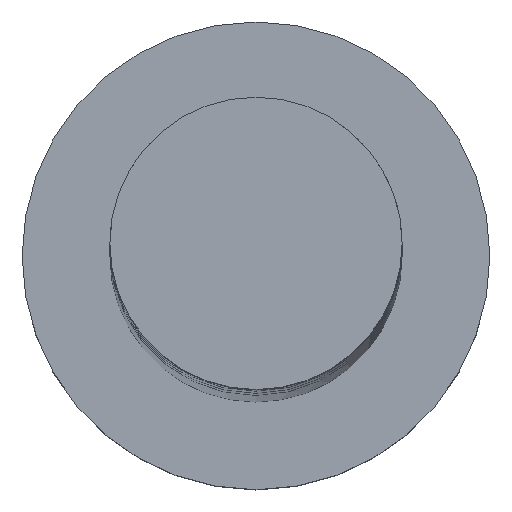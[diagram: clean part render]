
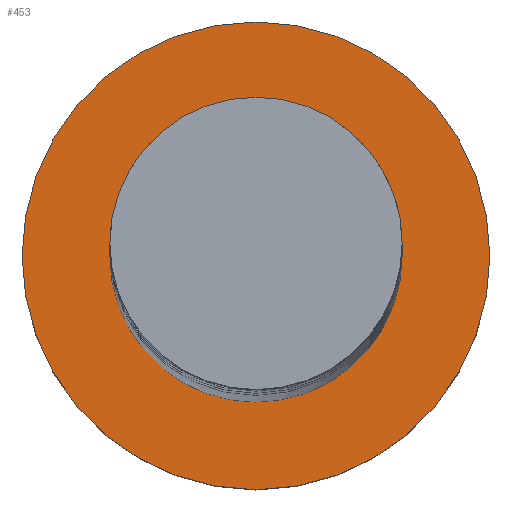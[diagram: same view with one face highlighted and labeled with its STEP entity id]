
A CAD part, top view. The second image highlights one B-rep face of the part: STEP entity #453.
In plain terms, the highlighted planar face has unit normal (0, 0, 1).
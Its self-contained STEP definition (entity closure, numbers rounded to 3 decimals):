
#31 = CIRCLE ( 'NONE', #296, 5. ) ;
#33 = DIRECTION ( 'NONE',  ( 1., 0., 0. ) ) ;
#60 = CARTESIAN_POINT ( 'NONE',  ( 0., 0., 5. ) ) ;
#78 = CARTESIAN_POINT ( 'NONE',  ( 0., 0., 5. ) ) ;
#128 = VERTEX_POINT ( 'NONE', #998 ) ;
#175 = CARTESIAN_POINT ( 'NONE',  ( 8., 0., 5. ) ) ;
#179 = AXIS2_PLACEMENT_3D ( 'NONE', #1222, #1185, #214 ) ;
#214 = DIRECTION ( 'NONE',  ( 1., 0., 0. ) ) ;
#229 = EDGE_LOOP ( 'NONE', ( #1633, #436 ) ) ;
#296 = AXIS2_PLACEMENT_3D ( 'NONE', #1678, #1639, #1668 ) ;
#344 = ORIENTED_EDGE ( 'NONE', *, *, #1484, .F. ) ;
#365 = CARTESIAN_POINT ( 'NONE',  ( 0., 0., 5. ) ) ;
#436 = ORIENTED_EDGE ( 'NONE', *, *, #572, .T. ) ;
#453 = ADVANCED_FACE ( 'NONE', ( #781, #1373 ), #1053, .T. ) ;
#463 = EDGE_CURVE ( 'NONE', #828, #1751, #840, .T. ) ;
#572 = EDGE_CURVE ( 'NONE', #1124, #128, #727, .T. ) ;
#601 = EDGE_LOOP ( 'NONE', ( #344, #1057 ) ) ;
#615 = CARTESIAN_POINT ( 'NONE',  ( -5., 0., 5. ) ) ;
#645 = DIRECTION ( 'NONE',  ( 1., 0., 0. ) ) ;
#727 = CIRCLE ( 'NONE', #1215, 8. ) ;
#781 = FACE_BOUND ( 'NONE', #601, .T. ) ;
#828 = VERTEX_POINT ( 'NONE', #1216 ) ;
#840 = CIRCLE ( 'NONE', #179, 5. ) ;
#926 = DIRECTION ( 'NONE',  ( 0., 0., 1. ) ) ;
#935 = DIRECTION ( 'NONE',  ( 0., 0., 1. ) ) ;
#998 = CARTESIAN_POINT ( 'NONE',  ( -8., 0., 5. ) ) ;
#1036 = CIRCLE ( 'NONE', #1340, 8. ) ;
#1053 = PLANE ( 'NONE',  #1085 ) ;
#1057 = ORIENTED_EDGE ( 'NONE', *, *, #463, .F. ) ;
#1079 = DIRECTION ( 'NONE',  ( 1., 0., 0. ) ) ;
#1085 = AXIS2_PLACEMENT_3D ( 'NONE', #78, #935, #645 ) ;
#1124 = VERTEX_POINT ( 'NONE', #175 ) ;
#1185 = DIRECTION ( 'NONE',  ( 0., 0., 1. ) ) ;
#1215 = AXIS2_PLACEMENT_3D ( 'NONE', #365, #926, #1079 ) ;
#1216 = CARTESIAN_POINT ( 'NONE',  ( 5., 0., 5. ) ) ;
#1222 = CARTESIAN_POINT ( 'NONE',  ( 0., 0., 5. ) ) ;
#1307 = DIRECTION ( 'NONE',  ( 0., 0., 1. ) ) ;
#1340 = AXIS2_PLACEMENT_3D ( 'NONE', #60, #1307, #33 ) ;
#1373 = FACE_OUTER_BOUND ( 'NONE', #229, .T. ) ;
#1484 = EDGE_CURVE ( 'NONE', #1751, #828, #31, .T. ) ;
#1633 = ORIENTED_EDGE ( 'NONE', *, *, #1773, .T. ) ;
#1639 = DIRECTION ( 'NONE',  ( 0., 0., 1. ) ) ;
#1668 = DIRECTION ( 'NONE',  ( 1., 0., 0. ) ) ;
#1678 = CARTESIAN_POINT ( 'NONE',  ( 0., 0., 5. ) ) ;
#1751 = VERTEX_POINT ( 'NONE', #615 ) ;
#1773 = EDGE_CURVE ( 'NONE', #128, #1124, #1036, .T. ) ;
